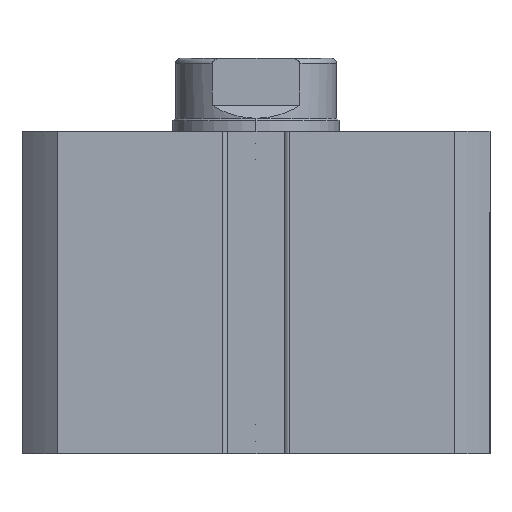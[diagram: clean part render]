
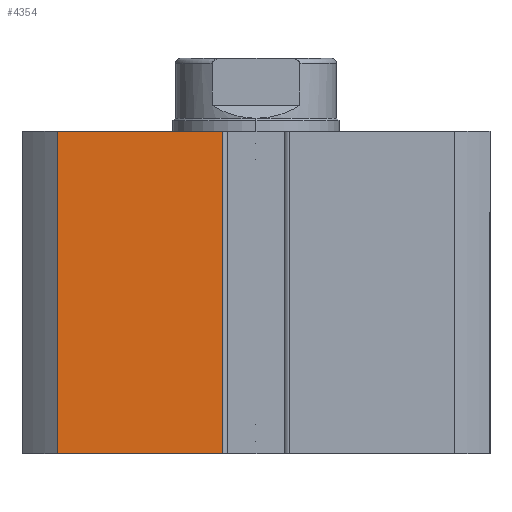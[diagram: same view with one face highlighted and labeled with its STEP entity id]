
A CAD part, front view. The second image highlights one B-rep face of the part: STEP entity #4354.
In plain terms, the highlighted planar face has unit normal (0, -1, 0).
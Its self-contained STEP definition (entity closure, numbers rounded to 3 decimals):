
#98 = EDGE_CURVE ( 'NONE', #1035, #993, #1883, .T. ) ;
#102 = EDGE_CURVE ( 'NONE', #965, #5651, #1892, .T. ) ;
#248 = AXIS2_PLACEMENT_3D ( 'NONE', #4522, #4525, #4526 ) ;
#899 = EDGE_CURVE ( 'NONE', #1035, #965, #2299, .T. ) ;
#965 = VERTEX_POINT ( 'NONE', #6364 ) ;
#993 = VERTEX_POINT ( 'NONE', #6433 ) ;
#1035 = VERTEX_POINT ( 'NONE', #1322 ) ;
#1322 = CARTESIAN_POINT ( 'NONE',  ( -19.079, -22.5, 0. ) ) ;
#1883 = LINE ( 'NONE', #5494, #1889 ) ;
#1889 = VECTOR ( 'NONE', #5484, 1000. ) ;
#1892 = LINE ( 'NONE', #5537, #1896 ) ;
#1896 = VECTOR ( 'NONE', #5765, 1000. ) ;
#2299 = LINE ( 'NONE', #5734, #2300 ) ;
#2300 = VECTOR ( 'NONE', #5736, 1000. ) ;
#2559 = LINE ( 'NONE', #4909, #2567 ) ;
#2567 = VECTOR ( 'NONE', #4910, 1000. ) ;
#2814 = ORIENTED_EDGE ( 'NONE', *, *, #899, .T. ) ;
#2873 = ORIENTED_EDGE ( 'NONE', *, *, #3710, .F. ) ;
#2901 = ORIENTED_EDGE ( 'NONE', *, *, #98, .F. ) ;
#2907 = ORIENTED_EDGE ( 'NONE', *, *, #102, .T. ) ;
#3009 = EDGE_LOOP ( 'NONE', ( #2901, #2814, #2907, #2873 ) ) ;
#3710 = EDGE_CURVE ( 'NONE', #993, #5651, #2559, .T. ) ;
#4354 = ADVANCED_FACE ( 'NONE', ( #6722 ), #4523, .F. ) ;
#4522 = CARTESIAN_POINT ( 'NONE',  ( -22.5, -22.5, 31. ) ) ;
#4523 = PLANE ( 'NONE',  #248 ) ;
#4525 = DIRECTION ( 'NONE',  ( 0., 1., 0. ) ) ;
#4526 = DIRECTION ( 'NONE',  ( 0., 0., 1. ) ) ;
#4607 = CARTESIAN_POINT ( 'NONE',  ( -3.2, -22.5, 31. ) ) ;
#4909 = CARTESIAN_POINT ( 'NONE',  ( -22.5, -22.5, 31. ) ) ;
#4910 = DIRECTION ( 'NONE',  ( 1., 0., 0. ) ) ;
#5484 = DIRECTION ( 'NONE',  ( 0., 0., 1. ) ) ;
#5494 = CARTESIAN_POINT ( 'NONE',  ( -19.079, -22.5, 0. ) ) ;
#5537 = CARTESIAN_POINT ( 'NONE',  ( -3.2, -22.5, 31. ) ) ;
#5651 = VERTEX_POINT ( 'NONE', #4607 ) ;
#5734 = CARTESIAN_POINT ( 'NONE',  ( -22.5, -22.5, 0. ) ) ;
#5736 = DIRECTION ( 'NONE',  ( 1., 0., 0. ) ) ;
#5765 = DIRECTION ( 'NONE',  ( 0., 0., 1. ) ) ;
#6364 = CARTESIAN_POINT ( 'NONE',  ( -3.2, -22.5, 0. ) ) ;
#6433 = CARTESIAN_POINT ( 'NONE',  ( -19.079, -22.5, 31. ) ) ;
#6722 = FACE_OUTER_BOUND ( 'NONE', #3009, .T. ) ;
